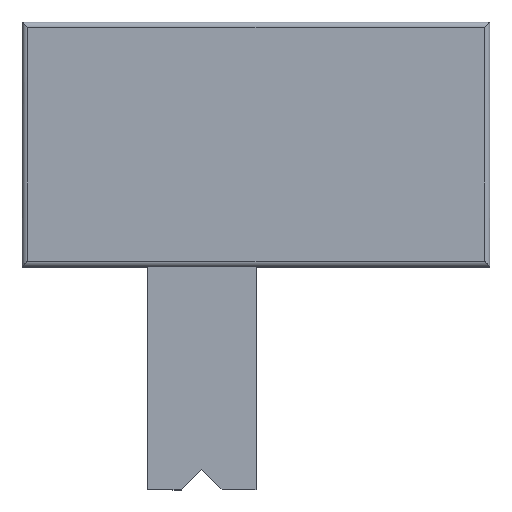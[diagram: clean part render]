
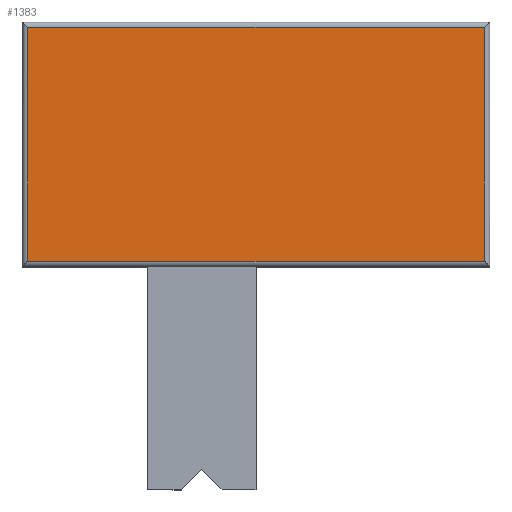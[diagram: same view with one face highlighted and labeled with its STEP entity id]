
A CAD part, top view. The second image highlights one B-rep face of the part: STEP entity #1383.
In plain terms, the highlighted planar face has unit normal (0, 0, 1).
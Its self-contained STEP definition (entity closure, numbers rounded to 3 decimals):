
#96 = CARTESIAN_POINT ( 'NONE',  ( -4.2, -2.15, 4.7 ) ) ;
#98 = VECTOR ( 'NONE', #1061, 1000. ) ;
#130 = DIRECTION ( 'NONE',  ( 0., 0., 1. ) ) ;
#320 = CARTESIAN_POINT ( 'NONE',  ( -4.2, 2.15, 4.7 ) ) ;
#355 = LINE ( 'NONE', #493, #542 ) ;
#386 = EDGE_LOOP ( 'NONE', ( #1309, #750, #877, #1159 ) ) ;
#475 = EDGE_CURVE ( 'NONE', #1186, #1170, #903, .T. ) ;
#493 = CARTESIAN_POINT ( 'NONE',  ( 4.2, 2.25, 4.7 ) ) ;
#507 = FACE_OUTER_BOUND ( 'NONE', #386, .T. ) ;
#532 = CARTESIAN_POINT ( 'NONE',  ( 4.2, -2.15, 4.7 ) ) ;
#542 = VECTOR ( 'NONE', #1121, 1000. ) ;
#666 = LINE ( 'NONE', #1274, #98 ) ;
#684 = DIRECTION ( 'NONE',  ( -1., 0., 0. ) ) ;
#728 = VERTEX_POINT ( 'NONE', #1384 ) ;
#750 = ORIENTED_EDGE ( 'NONE', *, *, #1156, .T. ) ;
#793 = VECTOR ( 'NONE', #1153, 1000. ) ;
#800 = EDGE_CURVE ( 'NONE', #728, #1172, #1126, .T. ) ;
#866 = AXIS2_PLACEMENT_3D ( 'NONE', #1270, #130, #1326 ) ;
#869 = PLANE ( 'NONE',  #866 ) ;
#877 = ORIENTED_EDGE ( 'NONE', *, *, #475, .T. ) ;
#903 = LINE ( 'NONE', #1074, #793 ) ;
#908 = CARTESIAN_POINT ( 'NONE',  ( -4.3, 2.15, 4.7 ) ) ;
#962 = EDGE_CURVE ( 'NONE', #1170, #728, #355, .T. ) ;
#1061 = DIRECTION ( 'NONE',  ( 0., -1., 0. ) ) ;
#1074 = CARTESIAN_POINT ( 'NONE',  ( 4.3, -2.15, 4.7 ) ) ;
#1121 = DIRECTION ( 'NONE',  ( 0., 1., 0. ) ) ;
#1126 = LINE ( 'NONE', #908, #1145 ) ;
#1145 = VECTOR ( 'NONE', #684, 1000. ) ;
#1153 = DIRECTION ( 'NONE',  ( 1., 0., 0. ) ) ;
#1156 = EDGE_CURVE ( 'NONE', #1172, #1186, #666, .T. ) ;
#1159 = ORIENTED_EDGE ( 'NONE', *, *, #962, .T. ) ;
#1170 = VERTEX_POINT ( 'NONE', #532 ) ;
#1172 = VERTEX_POINT ( 'NONE', #320 ) ;
#1186 = VERTEX_POINT ( 'NONE', #96 ) ;
#1270 = CARTESIAN_POINT ( 'NONE',  ( 0., 0., 4.7 ) ) ;
#1274 = CARTESIAN_POINT ( 'NONE',  ( -4.2, -2.25, 4.7 ) ) ;
#1309 = ORIENTED_EDGE ( 'NONE', *, *, #800, .T. ) ;
#1326 = DIRECTION ( 'NONE',  ( 1., 0., 0. ) ) ;
#1383 = ADVANCED_FACE ( 'NONE', ( #507 ), #869, .T. ) ;
#1384 = CARTESIAN_POINT ( 'NONE',  ( 4.2, 2.15, 4.7 ) ) ;
